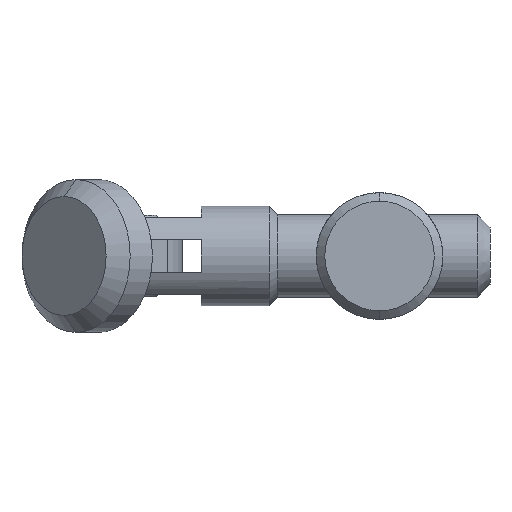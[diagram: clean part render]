
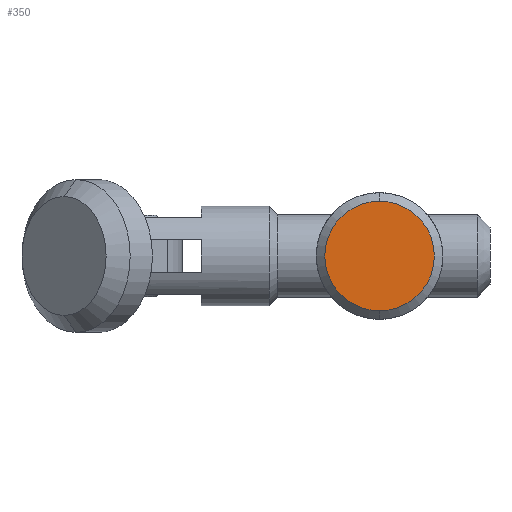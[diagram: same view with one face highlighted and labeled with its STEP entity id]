
A CAD part, left-side view. The second image highlights one B-rep face of the part: STEP entity #350.
In plain terms, the highlighted face is planar.
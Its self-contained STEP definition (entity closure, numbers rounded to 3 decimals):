
#38 = VERTEX_POINT ( 'NONE', #462 ) ;
#198 = EDGE_CURVE ( 'NONE', #38, #1404, #1194, .T. ) ;
#350 = ADVANCED_FACE ( 'NONE', ( #2543 ), #1992, .T. ) ;
#462 = CARTESIAN_POINT ( 'NONE',  ( 0., 29.1, -6.45 ) ) ;
#667 = CARTESIAN_POINT ( 'NONE',  ( 0., 29.1, 0. ) ) ;
#674 = EDGE_CURVE ( 'NONE', #1404, #38, #1202, .T. ) ;
#790 = ORIENTED_EDGE ( 'NONE', *, *, #198, .T. ) ;
#844 = AXIS2_PLACEMENT_3D ( 'NONE', #667, #2240, #2474 ) ;
#938 = DIRECTION ( 'NONE',  ( 0., 1., 0. ) ) ;
#1194 = CIRCLE ( 'NONE', #844, 6.45 ) ;
#1202 = CIRCLE ( 'NONE', #2690, 6.45 ) ;
#1404 = VERTEX_POINT ( 'NONE', #1827 ) ;
#1476 = DIRECTION ( 'NONE',  ( 0., 1., 0. ) ) ;
#1827 = CARTESIAN_POINT ( 'NONE',  ( 0., 29.1, 6.45 ) ) ;
#1992 = PLANE ( 'NONE',  #2566 ) ;
#2092 = ORIENTED_EDGE ( 'NONE', *, *, #674, .T. ) ;
#2240 = DIRECTION ( 'NONE',  ( 0., 1., 0. ) ) ;
#2474 = DIRECTION ( 'NONE',  ( 0., 0., 1. ) ) ;
#2543 = FACE_OUTER_BOUND ( 'NONE', #2750, .T. ) ;
#2566 = AXIS2_PLACEMENT_3D ( 'NONE', #3035, #1476, #3295 ) ;
#2648 = CARTESIAN_POINT ( 'NONE',  ( 0., 29.1, 0. ) ) ;
#2690 = AXIS2_PLACEMENT_3D ( 'NONE', #2648, #938, #3227 ) ;
#2750 = EDGE_LOOP ( 'NONE', ( #790, #2092 ) ) ;
#3035 = CARTESIAN_POINT ( 'NONE',  ( 0., 29.1, 0. ) ) ;
#3227 = DIRECTION ( 'NONE',  ( 0., 0., 1. ) ) ;
#3295 = DIRECTION ( 'NONE',  ( 0., 0., 1. ) ) ;
